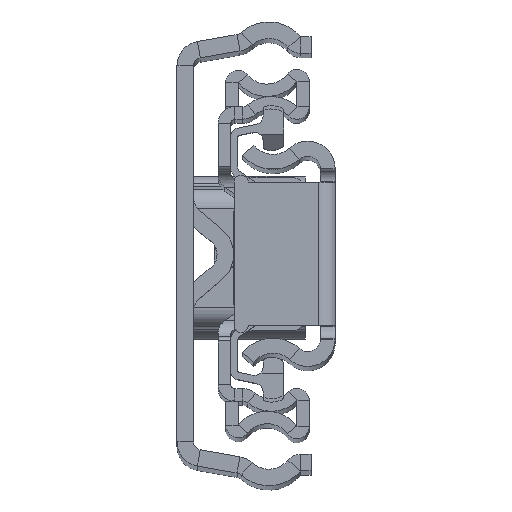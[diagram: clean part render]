
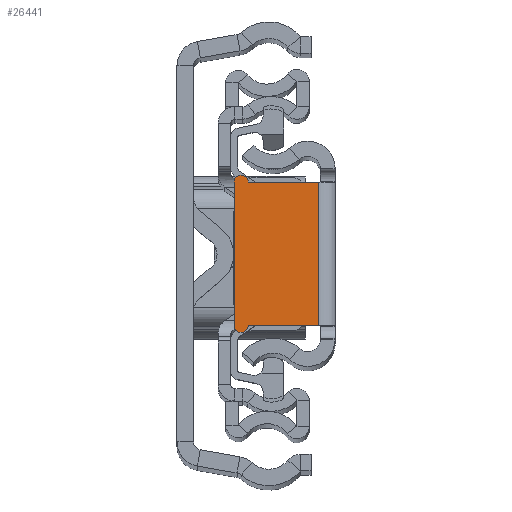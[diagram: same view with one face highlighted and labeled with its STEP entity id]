
A CAD part, top view. The second image highlights one B-rep face of the part: STEP entity #26441.
In plain terms, the highlighted planar face has unit normal (0, 0, 1).
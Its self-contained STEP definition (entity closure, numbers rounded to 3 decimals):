
#83 = AXIS2_PLACEMENT_3D ( 'NONE', #34298, #33927, #17391 ) ;
#264 = EDGE_CURVE ( 'NONE', #10942, #7085, #4671, .T. ) ;
#1240 = CARTESIAN_POINT ( 'NONE',  ( 0., 0., 0. ) ) ;
#3831 = CARTESIAN_POINT ( 'NONE',  ( -12.2, -8.65, 0. ) ) ;
#3897 = CARTESIAN_POINT ( 'NONE',  ( -12.2, -8.65, 0. ) ) ;
#3991 = CARTESIAN_POINT ( 'NONE',  ( -10.5, 8.65, 0. ) ) ;
#4059 = VERTEX_POINT ( 'NONE', #22475 ) ;
#4364 = FACE_OUTER_BOUND ( 'NONE', #9073, .T. ) ;
#4671 = CIRCLE ( 'NONE', #23413, 0.85 ) ;
#5031 = LINE ( 'NONE', #33302, #7603 ) ;
#6521 = CIRCLE ( 'NONE', #83, 0.85 ) ;
#6529 = VERTEX_POINT ( 'NONE', #16000 ) ;
#7061 = LINE ( 'NONE', #15511, #13002 ) ;
#7085 = VERTEX_POINT ( 'NONE', #20476 ) ;
#7524 = ORIENTED_EDGE ( 'NONE', *, *, #13999, .T. ) ;
#7603 = VECTOR ( 'NONE', #16216, 1000. ) ;
#9073 = EDGE_LOOP ( 'NONE', ( #12402, #19236, #21167, #19939, #16854, #7524 ) ) ;
#10425 = VERTEX_POINT ( 'NONE', #20466 ) ;
#10864 = CARTESIAN_POINT ( 'NONE',  ( -12.2, 8.65, 0. ) ) ;
#10942 = VERTEX_POINT ( 'NONE', #3897 ) ;
#12402 = ORIENTED_EDGE ( 'NONE', *, *, #22134, .F. ) ;
#12541 = VECTOR ( 'NONE', #28789, 1000. ) ;
#13002 = VECTOR ( 'NONE', #26711, 1000. ) ;
#13600 = LINE ( 'NONE', #10864, #24274 ) ;
#13999 = EDGE_CURVE ( 'NONE', #31653, #6529, #6521, .T. ) ;
#15511 = CARTESIAN_POINT ( 'NONE',  ( -2., 0., 0. ) ) ;
#16000 = CARTESIAN_POINT ( 'NONE',  ( -12.2, 8.65, 0. ) ) ;
#16031 = DIRECTION ( 'NONE',  ( 0., 0., 1. ) ) ;
#16216 = DIRECTION ( 'NONE',  ( 1., 0., 0. ) ) ;
#16374 = CARTESIAN_POINT ( 'NONE',  ( -11.35, -8.65, 0. ) ) ;
#16854 = ORIENTED_EDGE ( 'NONE', *, *, #28374, .F. ) ;
#17391 = DIRECTION ( 'NONE',  ( 1., 0., 0. ) ) ;
#18774 = EDGE_CURVE ( 'NONE', #10425, #4059, #7061, .T. ) ;
#19236 = ORIENTED_EDGE ( 'NONE', *, *, #264, .T. ) ;
#19939 = ORIENTED_EDGE ( 'NONE', *, *, #18774, .T. ) ;
#20466 = CARTESIAN_POINT ( 'NONE',  ( -2., -8.65, 0. ) ) ;
#20476 = CARTESIAN_POINT ( 'NONE',  ( -10.5, -8.65, 0. ) ) ;
#21167 = ORIENTED_EDGE ( 'NONE', *, *, #35632, .F. ) ;
#22134 = EDGE_CURVE ( 'NONE', #10942, #6529, #13600, .T. ) ;
#22475 = CARTESIAN_POINT ( 'NONE',  ( -2., 8.65, 0. ) ) ;
#22891 = LINE ( 'NONE', #3831, #12541 ) ;
#23413 = AXIS2_PLACEMENT_3D ( 'NONE', #16374, #16031, #32584 ) ;
#24274 = VECTOR ( 'NONE', #32748, 1000. ) ;
#26441 = ADVANCED_FACE ( 'NONE', ( #4364 ), #32094, .T. ) ;
#26711 = DIRECTION ( 'NONE',  ( 0., 1., 0. ) ) ;
#28374 = EDGE_CURVE ( 'NONE', #31653, #4059, #5031, .T. ) ;
#28542 = AXIS2_PLACEMENT_3D ( 'NONE', #1240, #31915, #35209 ) ;
#28789 = DIRECTION ( 'NONE',  ( -1., 0., 0. ) ) ;
#31653 = VERTEX_POINT ( 'NONE', #3991 ) ;
#31915 = DIRECTION ( 'NONE',  ( 0., 0., 1. ) ) ;
#32094 = PLANE ( 'NONE',  #28542 ) ;
#32584 = DIRECTION ( 'NONE',  ( -1., 0., 0. ) ) ;
#32748 = DIRECTION ( 'NONE',  ( 0., 1., 0. ) ) ;
#33302 = CARTESIAN_POINT ( 'NONE',  ( -1.8, 8.65, 0. ) ) ;
#33927 = DIRECTION ( 'NONE',  ( 0., 0., 1. ) ) ;
#34298 = CARTESIAN_POINT ( 'NONE',  ( -11.35, 8.65, 0. ) ) ;
#35209 = DIRECTION ( 'NONE',  ( 1., 0., 0. ) ) ;
#35632 = EDGE_CURVE ( 'NONE', #10425, #7085, #22891, .T. ) ;
